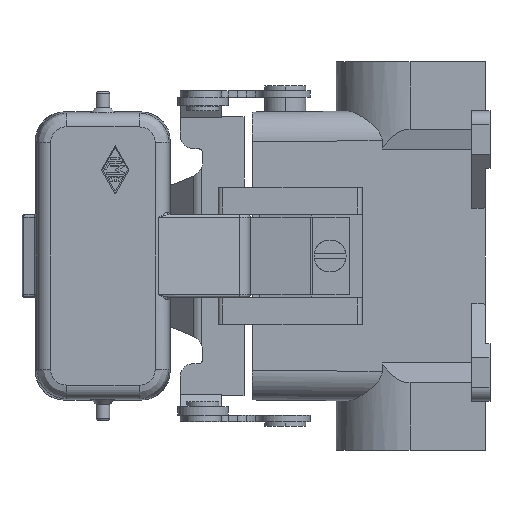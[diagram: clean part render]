
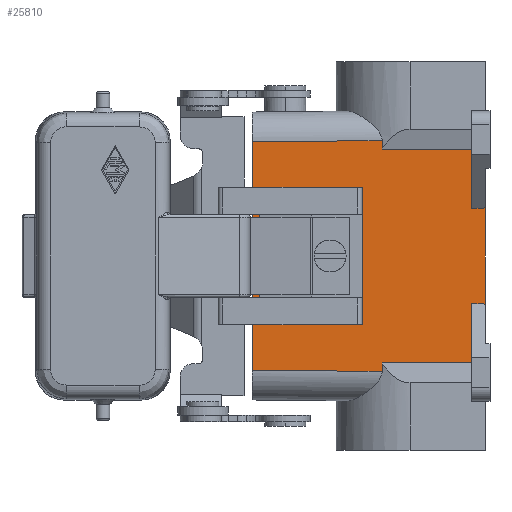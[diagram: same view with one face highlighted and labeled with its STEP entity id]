
A CAD part, front view. The second image highlights one B-rep face of the part: STEP entity #25810.
In plain terms, the highlighted face is planar.
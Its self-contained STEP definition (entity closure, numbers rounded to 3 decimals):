
#6380=CARTESIAN_POINT('',(103.772,43.396,
69.935));
#6390=VERTEX_POINT('',#6380);
#6420=CARTESIAN_POINT('',(0.,43.396,69.935));
#6430=DIRECTION('',(-1.,0.,0.));
#6440=VECTOR('',#6430,1.);
#6450=LINE('',#6420,#6440);
#6460=CARTESIAN_POINT('',(101.934,43.396,
69.935));
#6470=VERTEX_POINT('',#6460);
#6480=EDGE_CURVE('',#6390,#6470,#6450,.T.);
#17650=CARTESIAN_POINT('',(55.114,43.567,
50.32));
#17660=VERTEX_POINT('',#17650);
#17690=CARTESIAN_POINT('',(55.114,44.003,
0.384));
#17700=DIRECTION('',(0.,-0.009,1.));
#17710=VECTOR('',#17700,1.);
#17720=LINE('',#17690,#17710);
#17730=CARTESIAN_POINT('',(55.114,43.396,
69.935));
#17740=VERTEX_POINT('',#17730);
#17750=EDGE_CURVE('',#17660,#17740,#17720,.T.);
#21970=CARTESIAN_POINT('',(103.524,43.148,
98.32));
#21980=DIRECTION('',(-0.009,-0.009,
1.));
#21990=VECTOR('',#21980,1.);
#22000=LINE('',#21970,#21990);
#22010=CARTESIAN_POINT('',(103.524,43.148,
98.32));
#22020=VERTEX_POINT('',#22010);
#22030=EDGE_CURVE('',#6390,#22020,#22000,.T.);
#22990=CARTESIAN_POINT('',(88.998,43.567,
50.32));
#23000=VERTEX_POINT('',#22990);
#23030=CARTESIAN_POINT('',(89.512,43.998,
0.94));
#23040=DIRECTION('',(0.01,0.009,
-1.));
#23050=VECTOR('',#23040,1.);
#23060=LINE('',#23030,#23050);
#23070=CARTESIAN_POINT('',(89.029,43.593,
47.32));
#23080=VERTEX_POINT('',#23070);
#23090=EDGE_CURVE('',#23000,#23080,#23060,.T.);
#24280=CARTESIAN_POINT('',(36.024,44.003,
0.384));
#24290=DIRECTION('',(0.,1.,0.009));
#24300=DIRECTION('',(0.,0.009,-1.));
#24310=AXIS2_PLACEMENT_3D('',#24280,#24290,#24300);
#24320=PLANE('',#24310);
#24330=CARTESIAN_POINT('',(67.624,43.231,
88.82));
#24340=DIRECTION('',(0.,1.,0.009));
#24350=DIRECTION('',(0.,0.009,-1.));
#24360=AXIS2_PLACEMENT_3D('',#24330,#24340,#24350);
#24370=ELLIPSE('',#24360,8.,8.);
#24380=CARTESIAN_POINT('',(75.624,43.231,
88.82));
#24390=VERTEX_POINT('',#24380);
#24400=CARTESIAN_POINT('',(67.624,43.301,
80.82));
#24410=VERTEX_POINT('',#24400);
#24420=EDGE_CURVE('',#24390,#24410,#24370,.T.);
#24430=ORIENTED_EDGE('',*,*,#24420,.T.);
#24440=CARTESIAN_POINT('',(75.624,44.006,0.));
#24450=DIRECTION('',(0.,-0.009,
1.));
#24460=VECTOR('',#24450,1.);
#24470=LINE('',#24440,#24460);
#24480=CARTESIAN_POINT('',(75.624,43.174,
95.32));
#24490=VERTEX_POINT('',#24480);
#24500=EDGE_CURVE('',#24390,#24490,#24470,.T.);
#24510=ORIENTED_EDGE('',*,*,#24500,.F.);
#24520=CARTESIAN_POINT('',(0.,43.174,95.32));
#24530=DIRECTION('',(-1.,0.,0.));
#24540=VECTOR('',#24530,1.);
#24550=LINE('',#24520,#24540);
#24560=CARTESIAN_POINT('',(81.424,43.174,
95.32));
#24570=VERTEX_POINT('',#24560);
#24580=EDGE_CURVE('',#24570,#24490,#24550,.T.);
#24590=ORIENTED_EDGE('',*,*,#24580,.T.);
#24600=CARTESIAN_POINT('',(81.424,44.006,0.));
#24610=DIRECTION('',(0.,-0.009,
1.));
#24620=VECTOR('',#24610,1.);
#24630=LINE('',#24600,#24620);
#24640=CARTESIAN_POINT('',(81.424,43.231,
88.82));
#24650=VERTEX_POINT('',#24640);
#24660=EDGE_CURVE('',#24650,#24570,#24630,.T.);
#24670=ORIENTED_EDGE('',*,*,#24660,.T.);
#24680=CARTESIAN_POINT('',(89.424,43.231,
88.82));
#24690=DIRECTION('',(0.,1.,0.009));
#24700=DIRECTION('',(0.,0.009,-1.));
#24710=AXIS2_PLACEMENT_3D('',#24680,#24690,#24700);
#24720=ELLIPSE('',#24710,8.,8.);
#24730=CARTESIAN_POINT('',(89.424,43.301,
80.82));
#24740=VERTEX_POINT('',#24730);
#24750=EDGE_CURVE('',#24740,#24650,#24720,.T.);
#24760=ORIENTED_EDGE('',*,*,#24750,.T.);
#24770=CARTESIAN_POINT('',(0.,42.85,132.449));
#24780=DIRECTION('',(-0.866,-0.004,
0.5));
#24790=VECTOR('',#24780,1.);
#24800=LINE('',#24770,#24790);
#24810=CARTESIAN_POINT('',(93.524,43.322,
78.453));
#24820=VERTEX_POINT('',#24810);
#24830=EDGE_CURVE('',#24820,#24740,#24800,.T.);
#24840=ORIENTED_EDGE('',*,*,#24830,.T.);
#24850=CARTESIAN_POINT('',(93.524,44.006,0.));
#24860=DIRECTION('',(0.,-0.009,
1.));
#24870=VECTOR('',#24860,1.);
#24880=LINE('',#24850,#24870);
#24890=CARTESIAN_POINT('',(93.524,43.34,
76.32));
#24900=VERTEX_POINT('',#24890);
#24910=EDGE_CURVE('',#24900,#24820,#24880,.T.);
#24920=ORIENTED_EDGE('',*,*,#24910,.T.);
#24930=CARTESIAN_POINT('',(0.,43.34,76.32));
#24940=DIRECTION('',(1.,0.,0.));
#24950=VECTOR('',#24940,1.);
#24960=LINE('',#24930,#24950);
#24970=CARTESIAN_POINT('',(63.524,43.34,
76.32));
#24980=VERTEX_POINT('',#24970);
#24990=EDGE_CURVE('',#24980,#24900,#24960,.T.);
#25000=ORIENTED_EDGE('',*,*,#24990,.T.);
#25010=CARTESIAN_POINT('',(63.524,44.006,0.));
#25020=DIRECTION('',(0.,-0.009,
1.));
#25030=VECTOR('',#25020,1.);
#25040=LINE('',#25010,#25030);
#25050=CARTESIAN_POINT('',(63.524,43.322,
78.453));
#25060=VERTEX_POINT('',#25050);
#25070=EDGE_CURVE('',#24980,#25060,#25040,.T.);
#25080=ORIENTED_EDGE('',*,*,#25070,.F.);
#25090=CARTESIAN_POINT('',(0.,43.642,41.778));
#25100=DIRECTION('',(0.866,-0.004,
0.5));
#25110=VECTOR('',#25100,1.);
#25120=LINE('',#25090,#25110);
#25130=EDGE_CURVE('',#25060,#24410,#25120,.T.);
#25140=ORIENTED_EDGE('',*,*,#25130,.F.);
#25150=EDGE_LOOP('',(#25140,#25080,#25000,#24920,#24840,#24760,#24670,
#24590,#24510,#24430));
#25160=FACE_BOUND('',#25150,.T.);
#25170=CARTESIAN_POINT('',(53.524,43.148,
98.32));
#25180=DIRECTION('',(0.009,-0.009,
1.));
#25190=VECTOR('',#25180,1.);
#25200=LINE('',#25170,#25190);
#25210=CARTESIAN_POINT('',(53.276,43.396,
69.935));
#25220=VERTEX_POINT('',#25210);
#25230=CARTESIAN_POINT('',(53.524,43.148,
98.32));
#25240=VERTEX_POINT('',#25230);
#25250=EDGE_CURVE('',#25220,#25240,#25200,.T.);
#25260=ORIENTED_EDGE('',*,*,#25250,.T.);
#25270=CARTESIAN_POINT('',(157.048,43.396,
69.935));
#25280=DIRECTION('',(1.,0.,0.));
#25290=VECTOR('',#25280,1.);
#25300=LINE('',#25270,#25290);
#25310=EDGE_CURVE('',#25220,#17740,#25300,.T.);
#25320=ORIENTED_EDGE('',*,*,#25310,.F.);
#25330=ORIENTED_EDGE('',*,*,#17750,.T.);
#25340=CARTESIAN_POINT('',(121.024,43.567,
50.32));
#25350=DIRECTION('',(-1.,0.,0.));
#25360=VECTOR('',#25350,1.);
#25370=LINE('',#25340,#25360);
#25380=CARTESIAN_POINT('',(68.05,43.567,
50.32));
#25390=VERTEX_POINT('',#25380);
#25400=EDGE_CURVE('',#25390,#17660,#25370,.T.);
#25410=ORIENTED_EDGE('',*,*,#25400,.T.);
#25420=CARTESIAN_POINT('',(67.536,43.998,
0.94));
#25430=DIRECTION('',(-0.01,0.009,
-1.));
#25440=VECTOR('',#25430,1.);
#25450=LINE('',#25420,#25440);
#25460=CARTESIAN_POINT('',(68.019,43.593,
47.32));
#25470=VERTEX_POINT('',#25460);
#25480=EDGE_CURVE('',#25390,#25470,#25450,.T.);
#25490=ORIENTED_EDGE('',*,*,#25480,.F.);
#25500=CARTESIAN_POINT('',(36.024,43.593,
47.32));
#25510=DIRECTION('',(-1.,0.,0.));
#25520=VECTOR('',#25510,1.);
#25530=LINE('',#25500,#25520);
#25540=EDGE_CURVE('',#23080,#25470,#25530,.T.);
#25550=ORIENTED_EDGE('',*,*,#25540,.T.);
#25560=ORIENTED_EDGE('',*,*,#23090,.T.);
#25570=CARTESIAN_POINT('',(36.024,43.567,
50.32));
#25580=DIRECTION('',(1.,0.,0.));
#25590=VECTOR('',#25580,1.);
#25600=LINE('',#25570,#25590);
#25610=CARTESIAN_POINT('',(101.934,43.567,
50.32));
#25620=VERTEX_POINT('',#25610);
#25630=EDGE_CURVE('',#23000,#25620,#25600,.T.);
#25640=ORIENTED_EDGE('',*,*,#25630,.F.);
#25650=CARTESIAN_POINT('',(101.934,44.003,
0.384));
#25660=DIRECTION('',(0.,-0.009,1.));
#25670=VECTOR('',#25660,1.);
#25680=LINE('',#25650,#25670);
#25690=EDGE_CURVE('',#25620,#6470,#25680,.T.);
#25700=ORIENTED_EDGE('',*,*,#25690,.F.);
#25710=ORIENTED_EDGE('',*,*,#6480,.T.);
#25720=ORIENTED_EDGE('',*,*,#22030,.F.);
#25730=CARTESIAN_POINT('',(0.,43.148,98.32));
#25740=DIRECTION('',(1.,0.,0.));
#25750=VECTOR('',#25740,1.);
#25760=LINE('',#25730,#25750);
#25770=EDGE_CURVE('',#25240,#22020,#25760,.T.);
#25780=ORIENTED_EDGE('',*,*,#25770,.T.);
#25790=EDGE_LOOP('',(#25780,#25720,#25710,#25700,#25640,#25560,#25550,
#25490,#25410,#25330,#25320,#25260));
#25800=FACE_OUTER_BOUND('',#25790,.T.);
#25810=ADVANCED_FACE('',(#25160,#25800),#24320,.T.);
